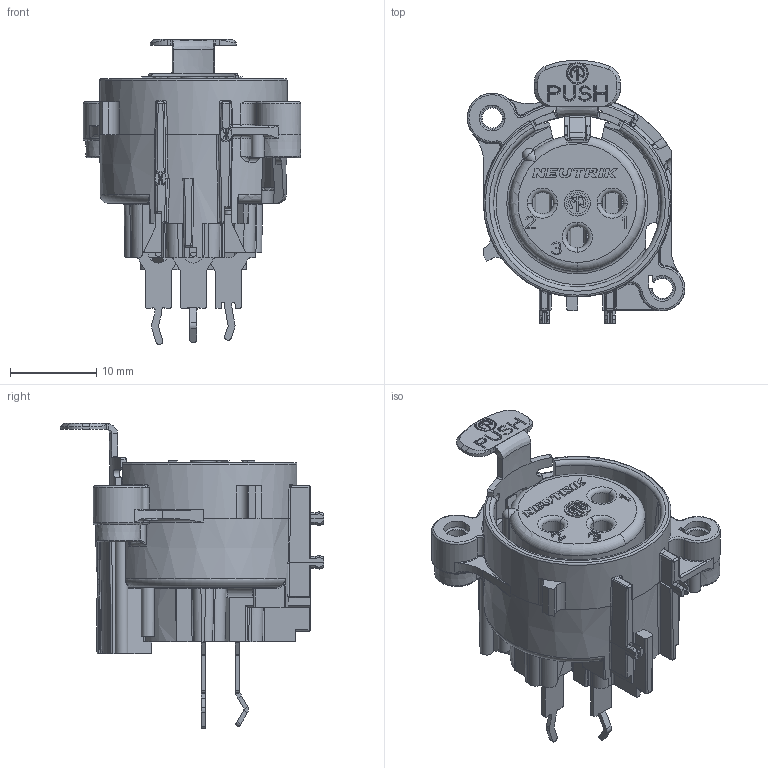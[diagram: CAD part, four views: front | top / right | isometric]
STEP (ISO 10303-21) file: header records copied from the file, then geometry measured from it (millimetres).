
FILE_DESCRIPTION((''),'2;1');
FILE_NAME('NC3FAV','2025-06-18T13:33:24',('phk'),(''),'CREO PARAMETRIC BY PTC INC, 2023424','CREO PARAMETRIC BY PTC INC, 2023424','');
FILE_SCHEMA(('AUTOMOTIVE_DESIGN { 1 0 10303 214 1 1 1 1 }'));
Products named in the file (1): NC3FAV
Bounding box: 25.3 x 30.61 x 35.47 mm (x, y, z)
Volume: 4997.4 mm3; surface area: 6493.9 mm2
Topology: 1 solids, 1 shells, 2008 faces, 5441 edges, 3429 vertices
Faces by surface type: plane 1149, cylinder 416, bspline 238, torus 99, cone 81, sphere 22, extrusion 2, revolution 1
Entity records: 85109 total; most frequent: CARTESIAN_POINT 22851, ORIENTED_EDGE 10868, DIRECTION 9052, EDGE_CURVE 5434, VERTEX_POINT 3429, VECTOR 3425, LINE 3423, AXIS2_PLACEMENT_3D 2813
